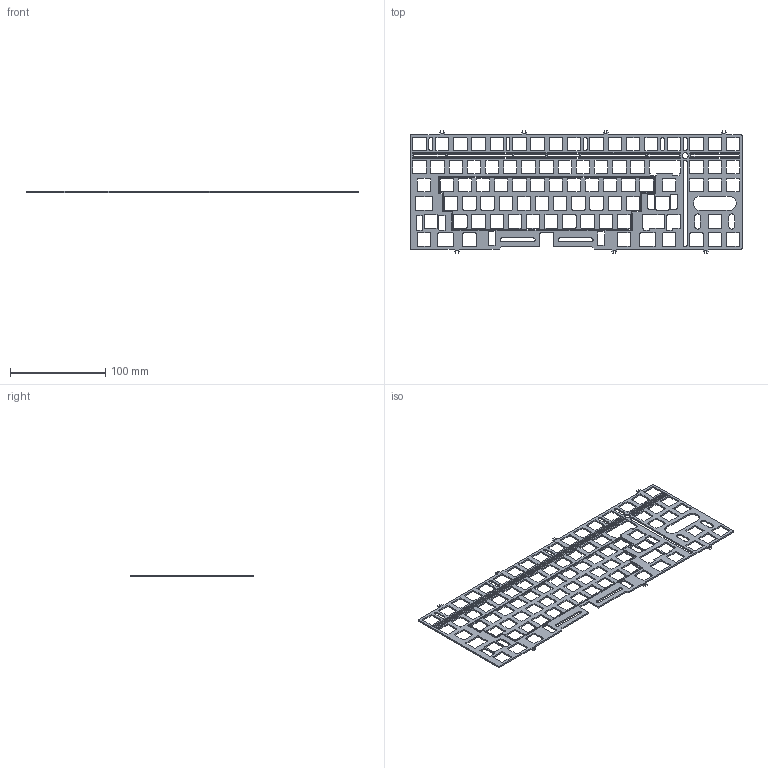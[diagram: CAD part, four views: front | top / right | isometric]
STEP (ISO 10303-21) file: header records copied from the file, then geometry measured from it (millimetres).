
FILE_DESCRIPTION(/* description */ (''),/* implementation_level */ '2;1');
FILE_NAME(/* name */ 'OpenTKLv2_Plate.step',/* time_stamp */ '2021-05-22T11:00:05+03:00',/* author */ (''),/* organization */ (''),/* preprocessor_version */ 'ST-DEVELOPER v18.1',/* originating_system */ 'Autodesk Translation Framework v10.6.0.1341',/* authorisation */ '');
FILE_SCHEMA (('AUTOMOTIVE_DESIGN { 1 0 10303 214 3 1 1 }'));
Length unit declared in the file: millimetre
Products named in the file (1): FusionComponent
Bounding box: 348.04 x 128.04 x 1.6 mm (x, y, z)
Volume: 31036 mm3; surface area: 54788.6 mm2
Topology: 1 solids, 1 shells, 1231 faces, 3687 edges, 2458 vertices
Faces by surface type: cylinder 630, plane 601
Full cylindrical faces by diameter (mm): 6 x1
Entity records: 42483 total; most frequent: DIRECTION 7411, CARTESIAN_POINT 7377, ORIENTED_EDGE 7374, EDGE_CURVE 3687, AXIS2_PLACEMENT_3D 2492, VERTEX_POINT 2458, LINE 2427, VECTOR 2427
